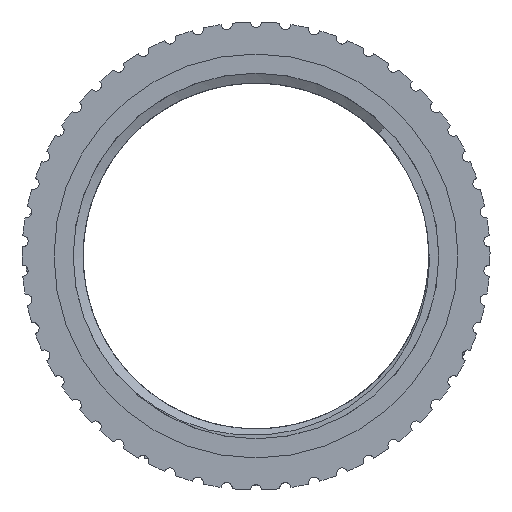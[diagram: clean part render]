
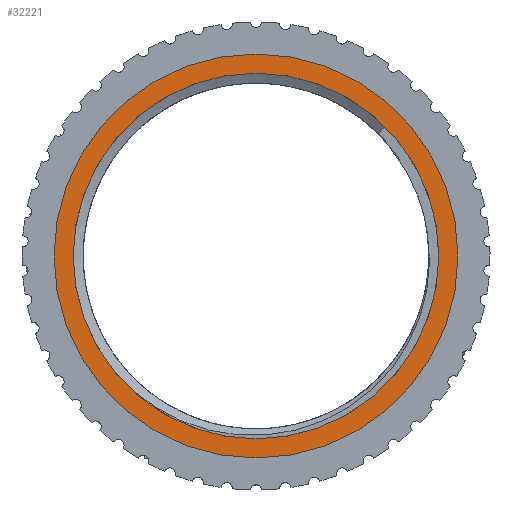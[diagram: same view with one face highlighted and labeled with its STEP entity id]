
A CAD part, front view. The second image highlights one B-rep face of the part: STEP entity #32221.
In plain terms, the highlighted planar face has unit normal (0, -1, 0).
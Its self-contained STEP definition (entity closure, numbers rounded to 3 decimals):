
#547 = DIRECTION ( 'NONE',  ( 0., 0., -1. ) ) ;
#1457 = CARTESIAN_POINT ( 'NONE',  ( 0., -1., 0. ) ) ;
#1649 = ORIENTED_EDGE ( 'NONE', *, *, #11482, .F. ) ;
#1666 = CIRCLE ( 'NONE', #5849, 13.81 ) ;
#1864 = CARTESIAN_POINT ( 'NONE',  ( 0., -1., 12.5 ) ) ;
#2692 = CIRCLE ( 'NONE', #26742, 12.5 ) ;
#3182 = VERTEX_POINT ( 'NONE', #1864 ) ;
#4756 = CARTESIAN_POINT ( 'NONE',  ( 0., -1., 0. ) ) ;
#5849 = AXIS2_PLACEMENT_3D ( 'NONE', #1457, #6375, #14376 ) ;
#6375 = DIRECTION ( 'NONE',  ( 0., -1., 0. ) ) ;
#7152 = AXIS2_PLACEMENT_3D ( 'NONE', #9389, #17376, #26887 ) ;
#9389 = CARTESIAN_POINT ( 'NONE',  ( 0., -1., 0. ) ) ;
#9823 = EDGE_CURVE ( 'NONE', #16194, #18789, #12760, .T. ) ;
#9847 = CARTESIAN_POINT ( 'NONE',  ( 0., -1., -12.5 ) ) ;
#11014 = EDGE_CURVE ( 'NONE', #18789, #16194, #1666, .T. ) ;
#11482 = EDGE_CURVE ( 'NONE', #23005, #3182, #2692, .T. ) ;
#12760 = CIRCLE ( 'NONE', #21129, 13.81 ) ;
#12825 = PLANE ( 'NONE',  #22978 ) ;
#14376 = DIRECTION ( 'NONE',  ( 0., 0., -1. ) ) ;
#15599 = CARTESIAN_POINT ( 'NONE',  ( 0., -1., 0. ) ) ;
#16194 = VERTEX_POINT ( 'NONE', #30917 ) ;
#17376 = DIRECTION ( 'NONE',  ( 0., -1., 0. ) ) ;
#17749 = DIRECTION ( 'NONE',  ( 0., -1., 0. ) ) ;
#18117 = DIRECTION ( 'NONE',  ( 0., -1., 0. ) ) ;
#18789 = VERTEX_POINT ( 'NONE', #23416 ) ;
#19874 = EDGE_LOOP ( 'NONE', ( #21718, #28493 ) ) ;
#20838 = FACE_BOUND ( 'NONE', #31198, .T. ) ;
#21129 = AXIS2_PLACEMENT_3D ( 'NONE', #30232, #18117, #25480 ) ;
#21718 = ORIENTED_EDGE ( 'NONE', *, *, #9823, .T. ) ;
#21781 = CIRCLE ( 'NONE', #7152, 12.5 ) ;
#22111 = DIRECTION ( 'NONE',  ( 0., 0., -1. ) ) ;
#22978 = AXIS2_PLACEMENT_3D ( 'NONE', #15599, #17749, #547 ) ;
#23005 = VERTEX_POINT ( 'NONE', #9847 ) ;
#23416 = CARTESIAN_POINT ( 'NONE',  ( 0., -1., -13.81 ) ) ;
#25010 = EDGE_CURVE ( 'NONE', #3182, #23005, #21781, .T. ) ;
#25480 = DIRECTION ( 'NONE',  ( 0., 0., -1. ) ) ;
#25742 = FACE_OUTER_BOUND ( 'NONE', #19874, .T. ) ;
#26742 = AXIS2_PLACEMENT_3D ( 'NONE', #4756, #29484, #22111 ) ;
#26887 = DIRECTION ( 'NONE',  ( 0., 0., -1. ) ) ;
#28493 = ORIENTED_EDGE ( 'NONE', *, *, #11014, .T. ) ;
#28995 = ORIENTED_EDGE ( 'NONE', *, *, #25010, .F. ) ;
#29484 = DIRECTION ( 'NONE',  ( 0., -1., 0. ) ) ;
#30232 = CARTESIAN_POINT ( 'NONE',  ( 0., -1., 0. ) ) ;
#30917 = CARTESIAN_POINT ( 'NONE',  ( 0., -1., 13.81 ) ) ;
#31198 = EDGE_LOOP ( 'NONE', ( #1649, #28995 ) ) ;
#32221 = ADVANCED_FACE ( 'NONE', ( #25742, #20838 ), #12825, .T. ) ;
